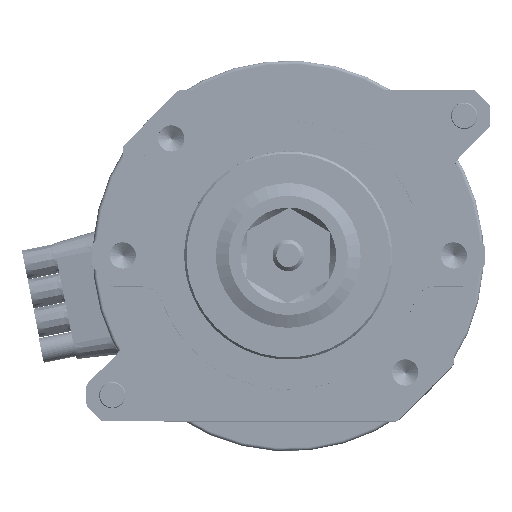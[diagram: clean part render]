
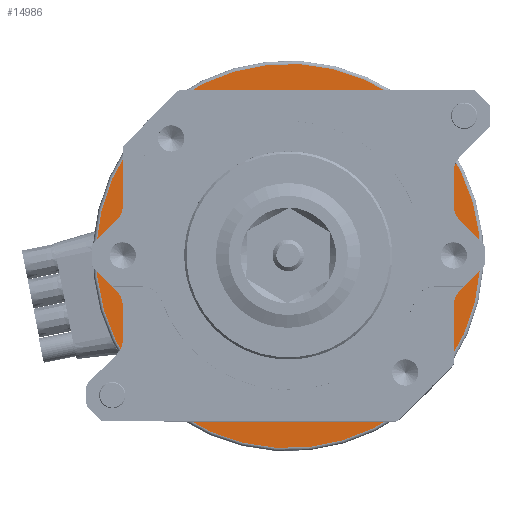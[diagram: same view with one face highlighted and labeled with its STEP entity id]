
A CAD part, top view. The second image highlights one B-rep face of the part: STEP entity #14986.
In plain terms, the highlighted planar face has unit normal (0, 0, 1).
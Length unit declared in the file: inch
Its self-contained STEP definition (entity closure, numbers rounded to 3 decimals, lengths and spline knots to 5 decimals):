
#574 = DIRECTION ( 'NONE',  ( 0., 0., -1. ) ) ;
#1508 = DIRECTION ( 'NONE',  ( 0., 0., -1. ) ) ;
#1679 = DIRECTION ( 'NONE',  ( 1., 0., 0. ) ) ;
#2391 = DIRECTION ( 'NONE',  ( 0., 0., -1. ) ) ;
#2938 = CARTESIAN_POINT ( 'NONE',  ( 0., 1., 0. ) ) ;
#4568 = EDGE_CURVE ( 'NONE', #96175, #233419, #89337, .T. ) ;
#5617 = FACE_BOUND ( 'NONE', #191324, .T. ) ;
#6103 = CARTESIAN_POINT ( 'NONE',  ( 1.16107, 0., 0. ) ) ;
#7666 = AXIS2_PLACEMENT_3D ( 'NONE', #2938, #574, #200013 ) ;
#7808 = AXIS2_PLACEMENT_3D ( 'NONE', #41416, #110685, #92774 ) ;
#9117 = AXIS2_PLACEMENT_3D ( 'NONE', #204672, #165287, #1679 ) ;
#12149 = EDGE_CURVE ( 'NONE', #230658, #130483, #87022, .T. ) ;
#14986 = ADVANCED_FACE ( 'NONE', ( #59319, #5617, #146553, #219385, #131028, #93963 ), #113102, .T. ) ;
#15506 = ORIENTED_EDGE ( 'NONE', *, *, #96204, .F. ) ;
#17774 = CARTESIAN_POINT ( 'NONE',  ( -1., 0., 0. ) ) ;
#21074 = CARTESIAN_POINT ( 'NONE',  ( 0.0795, -1., 0. ) ) ;
#22826 = DIRECTION ( 'NONE',  ( 0., 0., -1. ) ) ;
#26536 = AXIS2_PLACEMENT_3D ( 'NONE', #139490, #137151, #211141 ) ;
#27377 = AXIS2_PLACEMENT_3D ( 'NONE', #137559, #83769, #118452 ) ;
#28078 = EDGE_LOOP ( 'NONE', ( #15506, #93749 ) ) ;
#29386 = AXIS2_PLACEMENT_3D ( 'NONE', #45572, #188940, #101669 ) ;
#29987 = CARTESIAN_POINT ( 'NONE',  ( -1.0795, 0., 0. ) ) ;
#37291 = CARTESIAN_POINT ( 'NONE',  ( 1., 0., 0. ) ) ;
#38049 = DIRECTION ( 'NONE',  ( 0., 0., -1. ) ) ;
#39696 = DIRECTION ( 'NONE',  ( 1., 0., 0. ) ) ;
#40855 = DIRECTION ( 'NONE',  ( 0., 0., -1. ) ) ;
#41416 = CARTESIAN_POINT ( 'NONE',  ( 0., 0., 0. ) ) ;
#43365 = CIRCLE ( 'NONE', #9117, 0.0795 ) ;
#43971 = EDGE_CURVE ( 'NONE', #233419, #96175, #75702, .T. ) ;
#45572 = CARTESIAN_POINT ( 'NONE',  ( 0., 0., 0. ) ) ;
#50679 = AXIS2_PLACEMENT_3D ( 'NONE', #94287, #2391, #90729 ) ;
#52120 = EDGE_LOOP ( 'NONE', ( #183650, #111798 ) ) ;
#54799 = DIRECTION ( 'NONE',  ( 1., 0., 0. ) ) ;
#59319 = FACE_OUTER_BOUND ( 'NONE', #28078, .T. ) ;
#69563 = VERTEX_POINT ( 'NONE', #205431 ) ;
#70745 = CIRCLE ( 'NONE', #89818, 0.0795 ) ;
#75702 = CIRCLE ( 'NONE', #167297, 0.0795 ) ;
#77005 = AXIS2_PLACEMENT_3D ( 'NONE', #37291, #1508, #39696 ) ;
#79631 = AXIS2_PLACEMENT_3D ( 'NONE', #105805, #104635, #212160 ) ;
#81286 = EDGE_CURVE ( 'NONE', #185135, #87989, #174978, .T. ) ;
#81906 = AXIS2_PLACEMENT_3D ( 'NONE', #89458, #38049, #54799 ) ;
#83769 = DIRECTION ( 'NONE',  ( 0., 0., -1. ) ) ;
#84949 = DIRECTION ( 'NONE',  ( 1., 0., 0. ) ) ;
#87022 = CIRCLE ( 'NONE', #117610, 0.0795 ) ;
#87989 = VERTEX_POINT ( 'NONE', #6103 ) ;
#88383 = CIRCLE ( 'NONE', #77005, 0.0795 ) ;
#89337 = CIRCLE ( 'NONE', #81906, 0.0795 ) ;
#89458 = CARTESIAN_POINT ( 'NONE',  ( -1., 0., 0. ) ) ;
#89669 = EDGE_CURVE ( 'NONE', #69563, #186520, #110516, .T. ) ;
#89818 = AXIS2_PLACEMENT_3D ( 'NONE', #185292, #22826, #133909 ) ;
#90729 = DIRECTION ( 'NONE',  ( 1., 0., 0. ) ) ;
#92774 = DIRECTION ( 'NONE',  ( 1., 0., 0. ) ) ;
#93596 = EDGE_CURVE ( 'NONE', #194347, #232885, #202785, .T. ) ;
#93749 = ORIENTED_EDGE ( 'NONE', *, *, #81286, .F. ) ;
#93963 = FACE_BOUND ( 'NONE', #52120, .T. ) ;
#94287 = CARTESIAN_POINT ( 'NONE',  ( 0., 0., 0. ) ) ;
#96175 = VERTEX_POINT ( 'NONE', #29987 ) ;
#96204 = EDGE_CURVE ( 'NONE', #87989, #185135, #123011, .T. ) ;
#100501 = CARTESIAN_POINT ( 'NONE',  ( 0.9205, 0., 0. ) ) ;
#101669 = DIRECTION ( 'NONE',  ( -1., 0., 0. ) ) ;
#104635 = DIRECTION ( 'NONE',  ( 0., 0., -1. ) ) ;
#105805 = CARTESIAN_POINT ( 'NONE',  ( 0., 0., 0. ) ) ;
#110516 = CIRCLE ( 'NONE', #26536, 0.375 ) ;
#110685 = DIRECTION ( 'NONE',  ( 0., 0., 1. ) ) ;
#111798 = ORIENTED_EDGE ( 'NONE', *, *, #89669, .T. ) ;
#113102 = PLANE ( 'NONE',  #7808 ) ;
#117610 = AXIS2_PLACEMENT_3D ( 'NONE', #155461, #40855, #84949 ) ;
#118452 = DIRECTION ( 'NONE',  ( 1., 0., 0. ) ) ;
#119452 = EDGE_LOOP ( 'NONE', ( #158589, #218190 ) ) ;
#122996 = DIRECTION ( 'NONE',  ( 1., 0., 0. ) ) ;
#123011 = CIRCLE ( 'NONE', #50679, 1.16107 ) ;
#126044 = CARTESIAN_POINT ( 'NONE',  ( -0.375, 0., 0. ) ) ;
#130483 = VERTEX_POINT ( 'NONE', #139142 ) ;
#131028 = FACE_BOUND ( 'NONE', #119452, .T. ) ;
#133909 = DIRECTION ( 'NONE',  ( 1., 0., 0. ) ) ;
#137151 = DIRECTION ( 'NONE',  ( 0., 0., -1. ) ) ;
#137559 = CARTESIAN_POINT ( 'NONE',  ( 0., 1., 0. ) ) ;
#139142 = CARTESIAN_POINT ( 'NONE',  ( -0.0795, -1., 0. ) ) ;
#139490 = CARTESIAN_POINT ( 'NONE',  ( 0., 0., 0. ) ) ;
#141347 = EDGE_CURVE ( 'NONE', #232885, #194347, #202144, .T. ) ;
#146366 = CARTESIAN_POINT ( 'NONE',  ( 0.0795, 1., 0. ) ) ;
#146553 = FACE_BOUND ( 'NONE', #232330, .T. ) ;
#147509 = CIRCLE ( 'NONE', #29386, 0.375 ) ;
#147849 = CARTESIAN_POINT ( 'NONE',  ( -1.16107, 0., 0. ) ) ;
#149046 = VERTEX_POINT ( 'NONE', #100501 ) ;
#155461 = CARTESIAN_POINT ( 'NONE',  ( 0., -1., 0. ) ) ;
#158589 = ORIENTED_EDGE ( 'NONE', *, *, #43971, .T. ) ;
#165287 = DIRECTION ( 'NONE',  ( 0., 0., -1. ) ) ;
#167195 = CARTESIAN_POINT ( 'NONE',  ( 1.0795, 0., 0. ) ) ;
#167297 = AXIS2_PLACEMENT_3D ( 'NONE', #17774, #181429, #122996 ) ;
#171031 = CARTESIAN_POINT ( 'NONE',  ( -0.0795, 1., 0. ) ) ;
#174978 = CIRCLE ( 'NONE', #79631, 1.16107 ) ;
#181429 = DIRECTION ( 'NONE',  ( 0., 0., -1. ) ) ;
#183650 = ORIENTED_EDGE ( 'NONE', *, *, #220783, .T. ) ;
#185135 = VERTEX_POINT ( 'NONE', #147849 ) ;
#185292 = CARTESIAN_POINT ( 'NONE',  ( 0., -1., 0. ) ) ;
#185806 = ORIENTED_EDGE ( 'NONE', *, *, #93596, .T. ) ;
#186520 = VERTEX_POINT ( 'NONE', #126044 ) ;
#188940 = DIRECTION ( 'NONE',  ( 0., 0., -1. ) ) ;
#191324 = EDGE_LOOP ( 'NONE', ( #185806, #233879 ) ) ;
#194347 = VERTEX_POINT ( 'NONE', #146366 ) ;
#200013 = DIRECTION ( 'NONE',  ( 1., 0., 0. ) ) ;
#201084 = EDGE_CURVE ( 'NONE', #233554, #149046, #43365, .T. ) ;
#202144 = CIRCLE ( 'NONE', #7666, 0.0795 ) ;
#202785 = CIRCLE ( 'NONE', #27377, 0.0795 ) ;
#202981 = EDGE_LOOP ( 'NONE', ( #234757, #225955 ) ) ;
#204672 = CARTESIAN_POINT ( 'NONE',  ( 1., 0., 0. ) ) ;
#204682 = EDGE_CURVE ( 'NONE', #130483, #230658, #70745, .T. ) ;
#205431 = CARTESIAN_POINT ( 'NONE',  ( 0.375, 0., 0. ) ) ;
#205653 = ORIENTED_EDGE ( 'NONE', *, *, #201084, .T. ) ;
#211141 = DIRECTION ( 'NONE',  ( -1., 0., 0. ) ) ;
#212160 = DIRECTION ( 'NONE',  ( 1., 0., 0. ) ) ;
#216210 = CARTESIAN_POINT ( 'NONE',  ( -0.9205, 0., 0. ) ) ;
#218190 = ORIENTED_EDGE ( 'NONE', *, *, #4568, .T. ) ;
#219385 = FACE_BOUND ( 'NONE', #202981, .T. ) ;
#220783 = EDGE_CURVE ( 'NONE', #186520, #69563, #147509, .T. ) ;
#225955 = ORIENTED_EDGE ( 'NONE', *, *, #204682, .T. ) ;
#227410 = ORIENTED_EDGE ( 'NONE', *, *, #232851, .T. ) ;
#230658 = VERTEX_POINT ( 'NONE', #21074 ) ;
#232330 = EDGE_LOOP ( 'NONE', ( #205653, #227410 ) ) ;
#232851 = EDGE_CURVE ( 'NONE', #149046, #233554, #88383, .T. ) ;
#232885 = VERTEX_POINT ( 'NONE', #171031 ) ;
#233419 = VERTEX_POINT ( 'NONE', #216210 ) ;
#233554 = VERTEX_POINT ( 'NONE', #167195 ) ;
#233879 = ORIENTED_EDGE ( 'NONE', *, *, #141347, .T. ) ;
#234757 = ORIENTED_EDGE ( 'NONE', *, *, #12149, .T. ) ;
